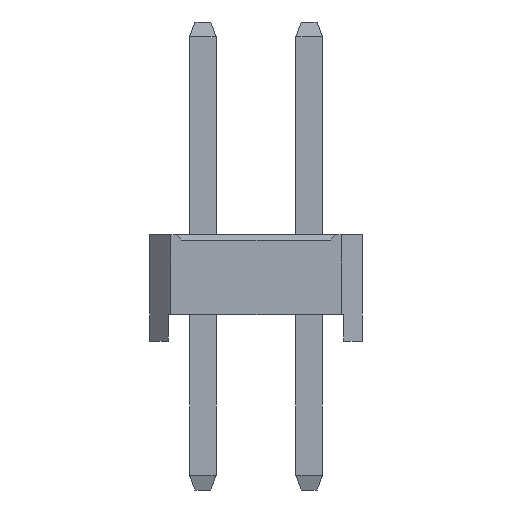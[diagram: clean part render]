
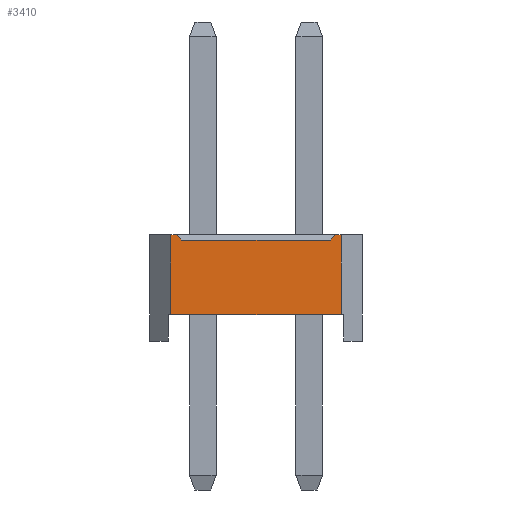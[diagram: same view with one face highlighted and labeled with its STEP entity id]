
A CAD part, left-side view. The second image highlights one B-rep face of the part: STEP entity #3410.
In plain terms, the highlighted planar face has unit normal (-1, 0, 0).
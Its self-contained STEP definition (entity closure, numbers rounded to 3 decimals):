
#3410=ADVANCED_FACE('',(#13756),#13758,.T.);
#13756=FACE_BOUND('',#13757,.T.);
#13757=EDGE_LOOP('',(#21851,#21852,#21853,#21854,#21855,#21856,#21857,#21858));
#13758=PLANE('',#13759);
#13759=AXIS2_PLACEMENT_3D('',#13760,#13761,#13762);
#13760=CARTESIAN_POINT('',(-1.,2.6,0.));
#13761=DIRECTION('',(-1.,0.,0.));
#13762=DIRECTION('',(0.,-1.,0.));
#21851=ORIENTED_EDGE('',*,*,#26850,.F.);
#21852=ORIENTED_EDGE('',*,*,#26851,.T.);
#21853=ORIENTED_EDGE('',*,*,#26852,.F.);
#21854=ORIENTED_EDGE('',*,*,#25741,.F.);
#21855=ORIENTED_EDGE('',*,*,#26853,.F.);
#21856=ORIENTED_EDGE('',*,*,#25332,.T.);
#21857=ORIENTED_EDGE('',*,*,#26849,.T.);
#21858=ORIENTED_EDGE('',*,*,#25745,.F.);
#25332=EDGE_CURVE('',#28207,#28205,#28208,.T.);
#25741=EDGE_CURVE('',#29023,#29025,#29026,.T.);
#25745=EDGE_CURVE('',#29031,#29033,#29034,.T.);
#26849=EDGE_CURVE('',#28205,#29033,#30868,.T.);
#26850=EDGE_CURVE('',#30869,#29031,#30870,.F.);
#26851=EDGE_CURVE('',#30869,#30871,#30872,.T.);
#26852=EDGE_CURVE('',#29025,#30871,#30873,.F.);
#26853=EDGE_CURVE('',#28207,#29023,#30874,.T.);
#28205=VERTEX_POINT('',#32866);
#28207=VERTEX_POINT('',#32870);
#28208=LINE('',#32871,#32872);
#29023=VERTEX_POINT('',#34502);
#29025=VERTEX_POINT('',#34506);
#29026=LINE('',#34507,#34508);
#29031=VERTEX_POINT('',#34518);
#29033=VERTEX_POINT('',#34522);
#29034=LINE('',#34523,#34524);
#30868=LINE('',#38565,#38566);
#30869=VERTEX_POINT('',#38568);
#30870=LINE('',#38569,#38570);
#30871=VERTEX_POINT('',#38572);
#30872=LINE('',#38573,#38574);
#30873=LINE('',#38576,#38577);
#30874=LINE('',#38579,#38580);
#32866=CARTESIAN_POINT('',(-1.,-0.6,0.5));
#32870=CARTESIAN_POINT('',(-1.,2.6,0.5));
#32871=CARTESIAN_POINT('',(-1.,2.6,0.5));
#32872=VECTOR('',#32873,1.);
#32873=DIRECTION('',(0.,-1.,0.));
#34502=CARTESIAN_POINT('',(-1.,2.6,2.));
#34506=CARTESIAN_POINT('',(-1.,2.5,2.));
#34507=CARTESIAN_POINT('',(-1.,2.6,2.));
#34508=VECTOR('',#34509,1.);
#34509=DIRECTION('',(0.,-1.,0.));
#34518=CARTESIAN_POINT('',(-1.,-0.5,2.));
#34522=CARTESIAN_POINT('',(-1.,-0.6,2.));
#34523=CARTESIAN_POINT('',(-1.,-0.5,2.));
#34524=VECTOR('',#34525,1.);
#34525=DIRECTION('',(0.,-1.,0.));
#38565=CARTESIAN_POINT('',(-1.,-0.6,0.5));
#38566=VECTOR('',#38567,1.);
#38567=DIRECTION('',(0.,0.,1.));
#38568=CARTESIAN_POINT('',(-1.,-0.4,1.9));
#38569=CARTESIAN_POINT('',(-1.,-0.5,2.));
#38570=VECTOR('',#38571,1.);
#38571=DIRECTION('',(0.,0.707,-0.707));
#38572=CARTESIAN_POINT('',(-1.,2.4,1.9));
#38573=CARTESIAN_POINT('',(-1.,-0.4,1.9));
#38574=VECTOR('',#38575,1.);
#38575=DIRECTION('',(0.,1.,0.));
#38576=CARTESIAN_POINT('',(-1.,2.4,1.9));
#38577=VECTOR('',#38578,1.);
#38578=DIRECTION('',(0.,0.707,0.707));
#38579=CARTESIAN_POINT('',(-1.,2.6,0.5));
#38580=VECTOR('',#38581,1.);
#38581=DIRECTION('',(0.,0.,1.));
